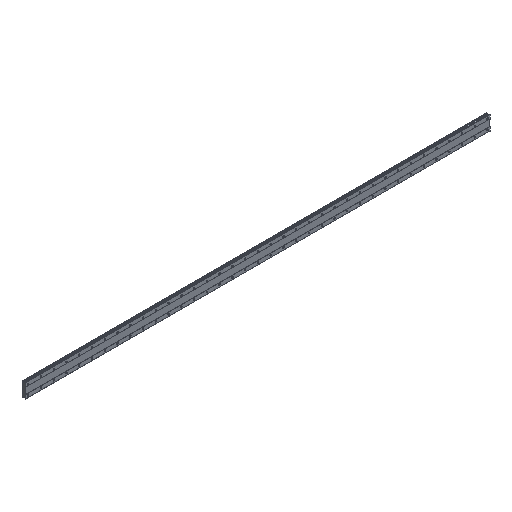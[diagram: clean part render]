
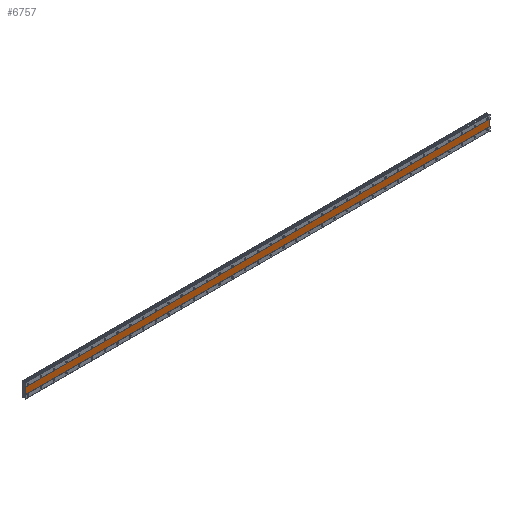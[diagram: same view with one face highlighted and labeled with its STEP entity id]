
A CAD part, isometric view. The second image highlights one B-rep face of the part: STEP entity #6757.
In plain terms, the highlighted planar face has unit normal (0, -1, 0).
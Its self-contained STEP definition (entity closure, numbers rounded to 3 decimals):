
#493 = CARTESIAN_POINT ( 'NONE',  ( 2895., 1., -20. ) ) ;
#1682 = CARTESIAN_POINT ( 'NONE',  ( -15., 1., 20. ) ) ;
#2331 = DIRECTION ( 'NONE',  ( 1., 0., 0. ) ) ;
#2410 = VERTEX_POINT ( 'NONE', #4090 ) ;
#2455 = VECTOR ( 'NONE', #2734, 1000. ) ;
#2463 = LINE ( 'NONE', #6303, #3145 ) ;
#2470 = EDGE_CURVE ( 'NONE', #4087, #2410, #2463, .T. ) ;
#2734 = DIRECTION ( 'NONE',  ( 0., 0., -1. ) ) ;
#3145 = VECTOR ( 'NONE', #2331, 1000. ) ;
#3445 = CARTESIAN_POINT ( 'NONE',  ( -15., 1., 20. ) ) ;
#3454 = CARTESIAN_POINT ( 'NONE',  ( 2895., 1., -20. ) ) ;
#3497 = CARTESIAN_POINT ( 'NONE',  ( -15., 1., -20. ) ) ;
#3747 = ORIENTED_EDGE ( 'NONE', *, *, #2470, .F. ) ;
#4087 = VERTEX_POINT ( 'NONE', #1682 ) ;
#4090 = CARTESIAN_POINT ( 'NONE',  ( 2895., 1., 20. ) ) ;
#4393 = AXIS2_PLACEMENT_3D ( 'NONE', #12406, #10492, #7613 ) ;
#5486 = LINE ( 'NONE', #9432, #2455 ) ;
#6303 = CARTESIAN_POINT ( 'NONE',  ( 2895., 1., 20. ) ) ;
#6437 = FACE_OUTER_BOUND ( 'NONE', #6622, .T. ) ;
#6622 = EDGE_LOOP ( 'NONE', ( #9671, #10907, #3747, #6967 ) ) ;
#6757 = ADVANCED_FACE ( 'NONE', ( #6437 ), #10365, .F. ) ;
#6967 = ORIENTED_EDGE ( 'NONE', *, *, #12322, .F. ) ;
#7332 = DIRECTION ( 'NONE',  ( -1., 0., 0. ) ) ;
#7613 = DIRECTION ( 'NONE',  ( 0., 0., 1. ) ) ;
#8436 = VERTEX_POINT ( 'NONE', #493 ) ;
#8515 = VERTEX_POINT ( 'NONE', #3497 ) ;
#9250 = EDGE_CURVE ( 'NONE', #8436, #8515, #12208, .T. ) ;
#9432 = CARTESIAN_POINT ( 'NONE',  ( 2895., 1., 20. ) ) ;
#9671 = ORIENTED_EDGE ( 'NONE', *, *, #9250, .F. ) ;
#10365 = PLANE ( 'NONE',  #4393 ) ;
#10408 = DIRECTION ( 'NONE',  ( 0., 0., 1. ) ) ;
#10492 = DIRECTION ( 'NONE',  ( 0., 1., 0. ) ) ;
#10907 = ORIENTED_EDGE ( 'NONE', *, *, #11469, .F. ) ;
#11167 = LINE ( 'NONE', #3445, #12551 ) ;
#11469 = EDGE_CURVE ( 'NONE', #2410, #8436, #5486, .T. ) ;
#11556 = VECTOR ( 'NONE', #7332, 1000. ) ;
#12208 = LINE ( 'NONE', #3454, #11556 ) ;
#12322 = EDGE_CURVE ( 'NONE', #8515, #4087, #11167, .T. ) ;
#12406 = CARTESIAN_POINT ( 'NONE',  ( 2895., 1., 20. ) ) ;
#12551 = VECTOR ( 'NONE', #10408, 1000. ) ;
